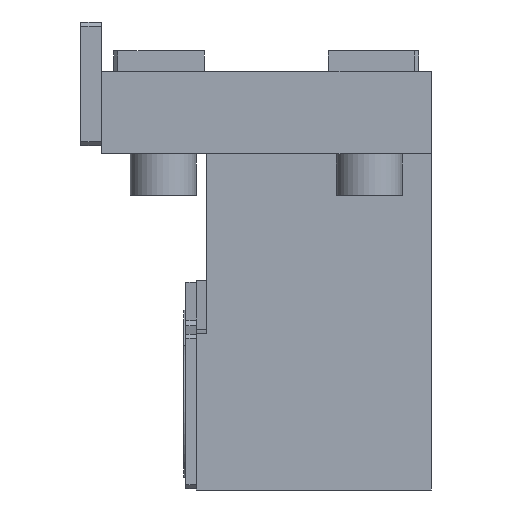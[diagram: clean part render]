
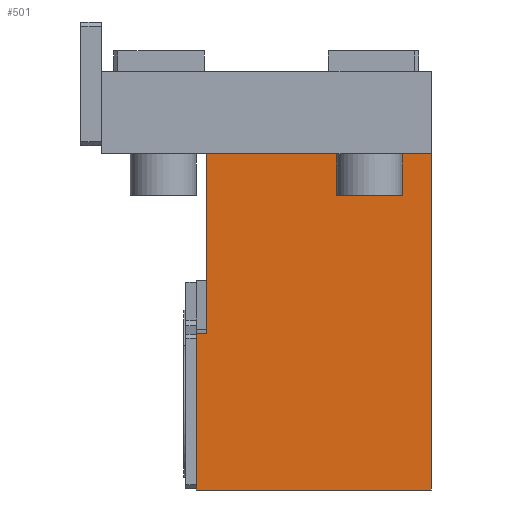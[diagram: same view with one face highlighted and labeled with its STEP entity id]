
A CAD part, front view. The second image highlights one B-rep face of the part: STEP entity #501.
In plain terms, the highlighted planar face has unit normal (0, -1, 0).
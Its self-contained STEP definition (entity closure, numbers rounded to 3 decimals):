
#65=FACE_OUTER_BOUND('',#717,.T.);
#154=LINE('',#2390,#327);
#178=LINE('',#2441,#351);
#179=LINE('',#2443,#352);
#180=LINE('',#2445,#353);
#181=LINE('',#2447,#354);
#182=LINE('',#2449,#355);
#327=VECTOR('',#1928,1.);
#351=VECTOR('',#1972,1.);
#352=VECTOR('',#1973,1.);
#353=VECTOR('',#1974,1.);
#354=VECTOR('',#1975,1.);
#355=VECTOR('',#1976,1.);
#501=ADVANCED_FACE('',(#65),#592,.T.);
#592=PLANE('',#1730);
#717=EDGE_LOOP('',(#921,#922,#923,#924,#925,#926));
#921=ORIENTED_EDGE('',*,*,#1461,.T.);
#922=ORIENTED_EDGE('',*,*,#1436,.F.);
#923=ORIENTED_EDGE('',*,*,#1462,.F.);
#924=ORIENTED_EDGE('',*,*,#1463,.T.);
#925=ORIENTED_EDGE('',*,*,#1464,.T.);
#926=ORIENTED_EDGE('',*,*,#1465,.F.);
#1278=VERTEX_POINT('',#2391);
#1279=VERTEX_POINT('',#2392);
#1295=VERTEX_POINT('',#2442);
#1296=VERTEX_POINT('',#2444);
#1297=VERTEX_POINT('',#2446);
#1298=VERTEX_POINT('',#2448);
#1436=EDGE_CURVE('',#1278,#1279,#154,.T.);
#1461=EDGE_CURVE('',#1295,#1279,#178,.T.);
#1462=EDGE_CURVE('',#1296,#1278,#179,.T.);
#1463=EDGE_CURVE('',#1296,#1297,#180,.T.);
#1464=EDGE_CURVE('',#1297,#1298,#181,.T.);
#1465=EDGE_CURVE('',#1295,#1298,#182,.T.);
#1730=AXIS2_PLACEMENT_3D('',#2450,#1977,#1978);
#1928=DIRECTION('',(0.,0.,1.));
#1972=DIRECTION('',(-1.,0.,0.));
#1973=DIRECTION('',(-1.,0.,0.));
#1974=DIRECTION('',(0.,0.,1.));
#1975=DIRECTION('',(-1.,0.,0.));
#1976=DIRECTION('',(0.,0.,1.));
#1977=DIRECTION('',(0.,-1.,0.));
#1978=DIRECTION('',(0.,0.,1.));
#2390=CARTESIAN_POINT('',(23.,-20.5,-101.5));
#2391=CARTESIAN_POINT('',(23.,-20.5,-101.5));
#2392=CARTESIAN_POINT('',(23.,-20.5,-63.5));
#2441=CARTESIAN_POINT('',(25.5,-20.5,-63.5));
#2442=CARTESIAN_POINT('',(25.5,-20.5,-63.5));
#2443=CARTESIAN_POINT('',(80.,-20.5,-101.5));
#2444=CARTESIAN_POINT('',(80.,-20.5,-101.5));
#2445=CARTESIAN_POINT('',(80.,-20.5,-101.5));
#2446=CARTESIAN_POINT('',(80.,-20.5,-20.));
#2447=CARTESIAN_POINT('',(80.,-20.5,-20.));
#2448=CARTESIAN_POINT('',(25.5,-20.5,-20.));
#2449=CARTESIAN_POINT('',(25.5,-20.5,-20.));
#2450=CARTESIAN_POINT('',(80.,-20.5,-101.5));
